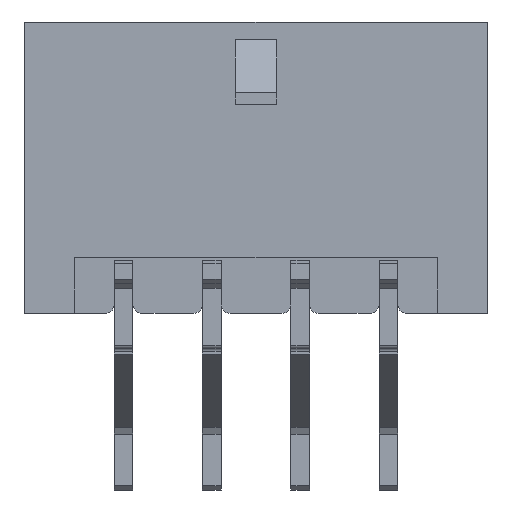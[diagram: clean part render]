
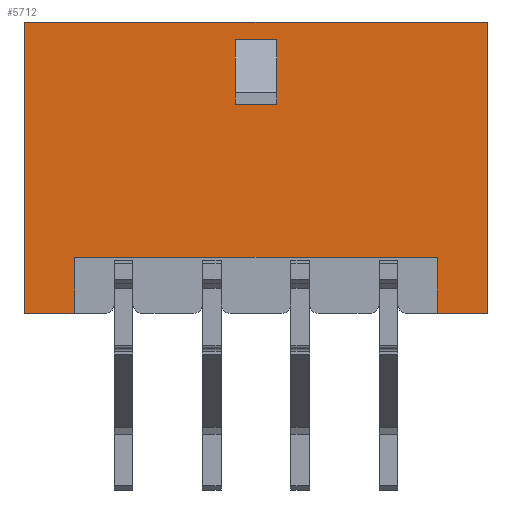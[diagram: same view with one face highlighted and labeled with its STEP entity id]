
A CAD part, front view. The second image highlights one B-rep face of the part: STEP entity #5712.
In plain terms, the highlighted planar face has unit normal (0, -1, 0).
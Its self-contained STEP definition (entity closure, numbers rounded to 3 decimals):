
#330=ORIENTED_EDGE('',*,*,#1998,.F.);
#331=ORIENTED_EDGE('',*,*,#1999,.F.);
#332=ORIENTED_EDGE('',*,*,#2000,.T.);
#333=ORIENTED_EDGE('',*,*,#2001,.T.);
#334=ORIENTED_EDGE('',*,*,#2002,.T.);
#335=ORIENTED_EDGE('',*,*,#2003,.T.);
#336=ORIENTED_EDGE('',*,*,#1871,.F.);
#337=ORIENTED_EDGE('',*,*,#2004,.T.);
#338=ORIENTED_EDGE('',*,*,#2005,.T.);
#339=ORIENTED_EDGE('',*,*,#2006,.F.);
#340=ORIENTED_EDGE('',*,*,#2007,.F.);
#341=ORIENTED_EDGE('',*,*,#2008,.T.);
#1871=EDGE_CURVE('',#2716,#2717,#3276,.T.);
#1998=EDGE_CURVE('',#2821,#2822,#3389,.T.);
#1999=EDGE_CURVE('',#2823,#2821,#3390,.T.);
#2000=EDGE_CURVE('',#2823,#2824,#3391,.T.);
#2001=EDGE_CURVE('',#2824,#2822,#3392,.T.);
#2002=EDGE_CURVE('',#2825,#2826,#3393,.T.);
#2003=EDGE_CURVE('',#2826,#2717,#3394,.T.);
#2004=EDGE_CURVE('',#2716,#2827,#3395,.T.);
#2005=EDGE_CURVE('',#2827,#2828,#3396,.T.);
#2006=EDGE_CURVE('',#2829,#2828,#3397,.T.);
#2007=EDGE_CURVE('',#2830,#2829,#3398,.T.);
#2008=EDGE_CURVE('',#2830,#2825,#3399,.T.);
#2716=VERTEX_POINT('',#7934);
#2717=VERTEX_POINT('',#7936);
#2821=VERTEX_POINT('',#8191);
#2822=VERTEX_POINT('',#8192);
#2823=VERTEX_POINT('',#8194);
#2824=VERTEX_POINT('',#8196);
#2825=VERTEX_POINT('',#8199);
#2826=VERTEX_POINT('',#8200);
#2827=VERTEX_POINT('',#8203);
#2828=VERTEX_POINT('',#8205);
#2829=VERTEX_POINT('',#8207);
#2830=VERTEX_POINT('',#8209);
#3276=LINE('',#7935,#4061);
#3389=LINE('',#8190,#4174);
#3390=LINE('',#8193,#4175);
#3391=LINE('',#8195,#4176);
#3392=LINE('',#8197,#4177);
#3393=LINE('',#8198,#4178);
#3394=LINE('',#8201,#4179);
#3395=LINE('',#8202,#4180);
#3396=LINE('',#8204,#4181);
#3397=LINE('',#8206,#4182);
#3398=LINE('',#8208,#4183);
#3399=LINE('',#8210,#4184);
#4061=VECTOR('',#6412,1000.);
#4174=VECTOR('',#6601,1000.);
#4175=VECTOR('',#6602,1000.);
#4176=VECTOR('',#6603,1000.);
#4177=VECTOR('',#6604,1000.);
#4178=VECTOR('',#6605,1000.);
#4179=VECTOR('',#6606,1000.);
#4180=VECTOR('',#6607,1000.);
#4181=VECTOR('',#6608,1000.);
#4182=VECTOR('',#6609,1000.);
#4183=VECTOR('',#6610,1000.);
#4184=VECTOR('',#6611,1000.);
#4843=EDGE_LOOP('',(#330,#331,#332,#333));
#4844=EDGE_LOOP('',(#334,#335,#336,#337,#338,#339,#340,#341));
#5148=FACE_BOUND('',#4843,.T.);
#5149=FACE_BOUND('',#4844,.T.);
#5453=PLANE('',#6050);
#5712=ADVANCED_FACE('',(#5148,#5149),#5453,.T.);
#6050=AXIS2_PLACEMENT_3D('',#8189,#6599,#6600);
#6412=DIRECTION('',(-1.,0.,0.));
#6599=DIRECTION('',(0.,-1.,0.));
#6600=DIRECTION('',(0.,0.,-1.));
#6601=DIRECTION('',(-1.,0.,0.));
#6602=DIRECTION('',(0.,0.,1.));
#6603=DIRECTION('',(-1.,0.,0.));
#6604=DIRECTION('',(0.,0.,1.));
#6605=DIRECTION('',(1.,0.,0.));
#6606=DIRECTION('',(0.,0.,-1.));
#6607=DIRECTION('',(0.,0.,1.));
#6608=DIRECTION('',(-1.,0.,0.));
#6609=DIRECTION('',(0.,0.,1.));
#6610=DIRECTION('',(-1.,0.,0.));
#6611=DIRECTION('',(0.,0.,1.));
#7934=CARTESIAN_POINT('',(7.85,-3.43,-4.95));
#7935=CARTESIAN_POINT('',(7.85,-3.43,-4.95));
#7936=CARTESIAN_POINT('',(6.15,-3.43,-4.95));
#8189=CARTESIAN_POINT('',(7.85,-3.43,-4.95));
#8190=CARTESIAN_POINT('',(0.7,-3.43,4.35));
#8191=CARTESIAN_POINT('',(0.7,-3.43,4.35));
#8192=CARTESIAN_POINT('',(-0.7,-3.43,4.35));
#8193=CARTESIAN_POINT('',(0.7,-3.43,2.15));
#8194=CARTESIAN_POINT('',(0.7,-3.43,2.15));
#8195=CARTESIAN_POINT('',(0.7,-3.43,2.15));
#8196=CARTESIAN_POINT('',(-0.7,-3.43,2.15));
#8197=CARTESIAN_POINT('',(-0.7,-3.43,2.15));
#8198=CARTESIAN_POINT('',(-6.15,-3.43,-3.05));
#8199=CARTESIAN_POINT('',(-6.15,-3.43,-3.05));
#8200=CARTESIAN_POINT('',(6.15,-3.43,-3.05));
#8201=CARTESIAN_POINT('',(6.15,-3.43,-3.05));
#8202=CARTESIAN_POINT('',(7.85,-3.43,-4.95));
#8203=CARTESIAN_POINT('',(7.85,-3.43,4.95));
#8204=CARTESIAN_POINT('',(7.85,-3.43,4.95));
#8205=CARTESIAN_POINT('',(-7.85,-3.43,4.95));
#8206=CARTESIAN_POINT('',(-7.85,-3.43,-4.95));
#8207=CARTESIAN_POINT('',(-7.85,-3.43,-4.95));
#8208=CARTESIAN_POINT('',(7.85,-3.43,-4.95));
#8209=CARTESIAN_POINT('',(-6.15,-3.43,-4.95));
#8210=CARTESIAN_POINT('',(-6.15,-3.43,-4.95));
